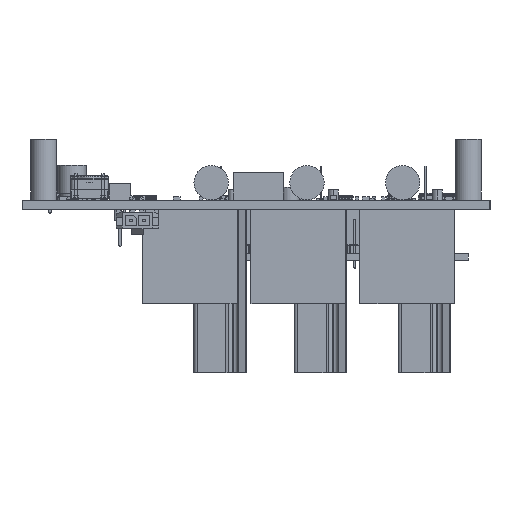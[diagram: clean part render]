
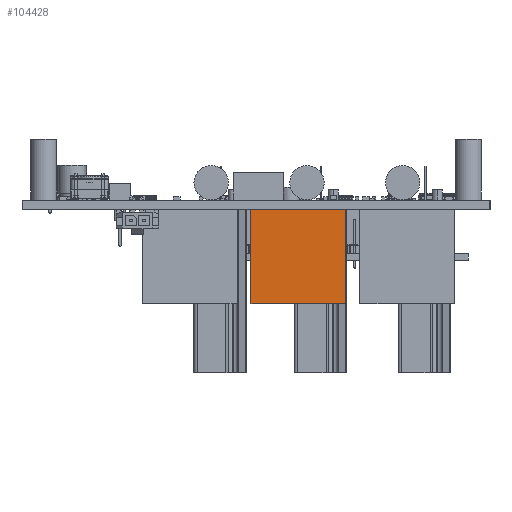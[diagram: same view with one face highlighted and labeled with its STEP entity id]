
A CAD part, left-side view. The second image highlights one B-rep face of the part: STEP entity #104428.
In plain terms, the highlighted planar face has unit normal (-1, 0, 0).
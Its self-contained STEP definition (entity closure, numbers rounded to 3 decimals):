
#104330 = EDGE_CURVE('',#104331,#104333,#104335,.T.);
#104331 = VERTEX_POINT('',#104332);
#104332 = CARTESIAN_POINT('',(-10.9,-10.9,0.));
#104333 = VERTEX_POINT('',#104334);
#104334 = CARTESIAN_POINT('',(-10.9,-10.9,21.6));
#104335 = LINE('',#104336,#104337);
#104336 = CARTESIAN_POINT('',(-10.9,-10.9,0.));
#104337 = VECTOR('',#104338,1.);
#104338 = DIRECTION('',(0.,0.,1.));
#104403 = VERTEX_POINT('',#104404);
#104404 = CARTESIAN_POINT('',(-10.9,10.9,21.6));
#104410 = EDGE_CURVE('',#104411,#104403,#104413,.T.);
#104411 = VERTEX_POINT('',#104412);
#104412 = CARTESIAN_POINT('',(-10.9,10.9,0.));
#104413 = LINE('',#104414,#104415);
#104414 = CARTESIAN_POINT('',(-10.9,10.9,0.));
#104415 = VECTOR('',#104416,1.);
#104416 = DIRECTION('',(0.,0.,1.));
#104428 = ADVANCED_FACE('',(#104429),#104445,.F.);
#104429 = FACE_BOUND('',#104430,.F.);
#104430 = EDGE_LOOP('',(#104431,#104432,#104438,#104439));
#104431 = ORIENTED_EDGE('',*,*,#104410,.T.);
#104432 = ORIENTED_EDGE('',*,*,#104433,.T.);
#104433 = EDGE_CURVE('',#104403,#104333,#104434,.T.);
#104434 = LINE('',#104435,#104436);
#104435 = CARTESIAN_POINT('',(-10.9,10.9,21.6));
#104436 = VECTOR('',#104437,1.);
#104437 = DIRECTION('',(0.,-1.,0.));
#104438 = ORIENTED_EDGE('',*,*,#104330,.F.);
#104439 = ORIENTED_EDGE('',*,*,#104440,.F.);
#104440 = EDGE_CURVE('',#104411,#104331,#104441,.T.);
#104441 = LINE('',#104442,#104443);
#104442 = CARTESIAN_POINT('',(-10.9,10.9,0.));
#104443 = VECTOR('',#104444,1.);
#104444 = DIRECTION('',(0.,-1.,0.));
#104445 = PLANE('',#104446);
#104446 = AXIS2_PLACEMENT_3D('',#104447,#104448,#104449);
#104447 = CARTESIAN_POINT('',(-10.9,10.9,0.));
#104448 = DIRECTION('',(1.,0.,0.));
#104449 = DIRECTION('',(0.,-1.,0.));
